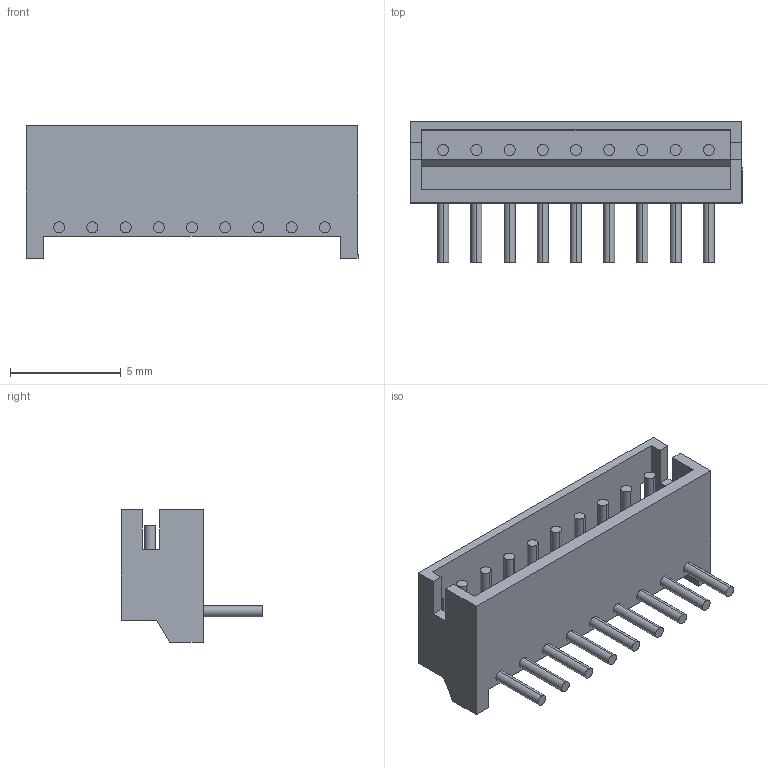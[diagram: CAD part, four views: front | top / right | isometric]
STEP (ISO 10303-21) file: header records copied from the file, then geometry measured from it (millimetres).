
FILE_DESCRIPTION (( 'STEP AP214' ), '1' );
FILE_NAME ('S9B-ZR.STEP', '2010-06-16T04:52:06', ( ' ' ), ( ' ' ), 'SwSTEP 2.0', 'SolidWorks 2005235', '' );
FILE_SCHEMA (( 'AUTOMOTIVE_DESIGN' ));
Length unit declared in the file: millimetre
Products named in the file (1): S9B-ZR
Bounding box: 15 x 6.4 x 6 mm (x, y, z)
Volume: 163.9 mm3; surface area: 489.3 mm2
Topology: 1 solids, 1 shells, 86 faces, 208 edges, 138 vertices
Faces by surface type: plane 50, cylinder 36
Entity records: 3505 total; most frequent: DIRECTION 454, CARTESIAN_POINT 433, ORIENTED_EDGE 416, EDGE_CURVE 208, AXIS2_PLACEMENT_3D 159, VERTEX_POINT 138, VECTOR 136, LINE 136
